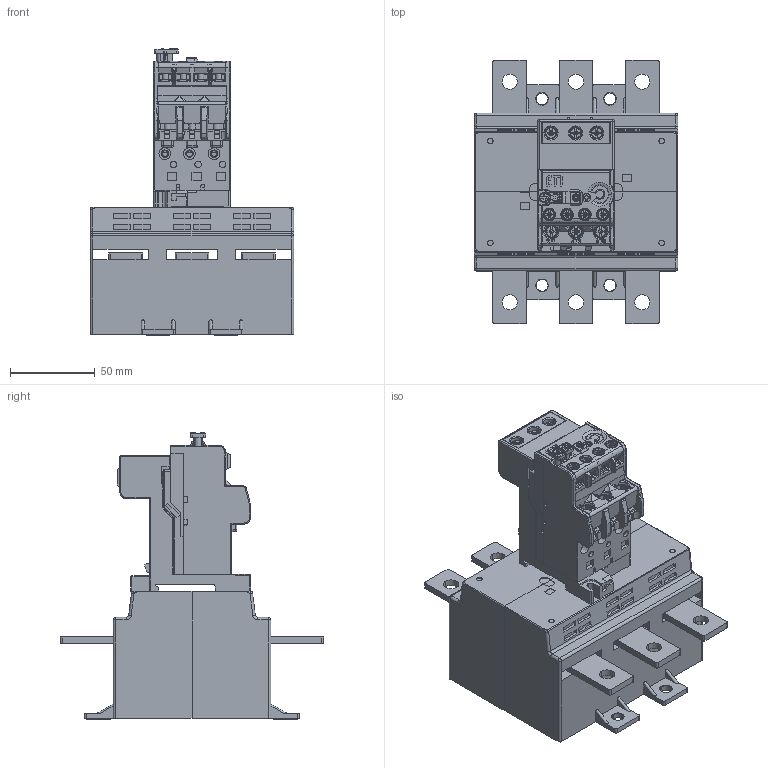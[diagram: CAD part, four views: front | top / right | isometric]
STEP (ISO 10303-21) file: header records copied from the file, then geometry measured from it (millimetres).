
FILE_DESCRIPTION((''),'2;1');
FILE_NAME('ASM0001DDD_ASM','2021-06-11T',('marketing.praksa'),('Audax d.o.o.'),'CREO PARAMETRIC BY PTC INC, 2017480','CREO PARAMETRIC BY PTC INC, 2017480','');
FILE_SCHEMA(('AUTOMOTIVE_DESIGN { 1 0 10303 214 1 1 1 1 }'));
Products named in the file (54): 1812449520_1; 1812449520_2; 1812449520_3; 1812449520_4; 1812449520_5; 1812449520_6; 1812449520_7; 1812449520_8; 1812449520_9; 1812449520_10; 1812449520_11; 1812449520_12; 1812449520_13; 1812449520_14; 1812449520_15; 1812449520_16; 1812449520_17; 1812449520_19; 1812449520_18; 1812449520_20; 1812449520_21; 1812449520_22; 1812449520_23; 1812449520_24; 1812449520_25; 1812449520_26; 1812449520_27; 1812449520_28; 1812449520_29; 1812449520_30; 1812449520_31; 1812449520_32; 1812449520_33; 1812449520_34; 1812449520_35; 1812449520_36; 1812449520_37; 1812449520_38; 1812449520_39; 1812449520_40 ...
Assembly tree (53 placements, depth 2):
  ASM0001DDD_ASM
    1812449520_1
    1812449520_2
    1812449520_3
    1812449520_4
    1812449520_5
    1812449520_6
    1812449520_7
    1812449520_8
    1812449520_9
    1812449520_10
    1812449520_11
    1812449520_12
    1812449520_13
    1812449520_14
    1812449520_15
    1812449520_16
    1812449520_17
    1812449520_19
    1812449520_18
    1812449520_20
    1812449520_21
    1812449520_22
    1812449520_23
    1812449520_24
    1812449520_25
    1812449520_26
    1812449520_27
    1812449520_28
    1812449520_29
    1812449520_30
    1812449520_31
    1812449520_32
    1812449520_33
    1812449520_34
    1812449520_35
    1812449520_36
    1812449520_37
    1812449520_38
    1812449520_39
    1812449520_40
    1812449520_41
    1812449520_42
    1812449520_43
    1812449520_44
    1812449520_45
    1812449520_46
    1812449520_47
    1812449520_48
    1812449520_49
    1812449520_50
    1812449520_51
    1812449520_52
    PRT9558
Bounding box: 120 x 155 x 168.75 mm (x, y, z)
Volume: 919052.9 mm3; surface area: 200606.9 mm2
Topology: 51 solids, 70 shells, 4912 faces, 13284 edges, 8527 vertices
Faces by surface type: plane 2941, cylinder 903, bspline 446, cone 304, extrusion 156, torus 142, sphere 20
Entity records: 259605 total; most frequent: CARTESIAN_POINT 60799, ORIENTED_EDGE 26160, DIRECTION 23305, PRESENTATION_STYLE_ASSIGNMENT 18307, STYLED_ITEM 18307, CURVE_STYLE 13340, EDGE_CURVE 13184, VECTOR 9033
